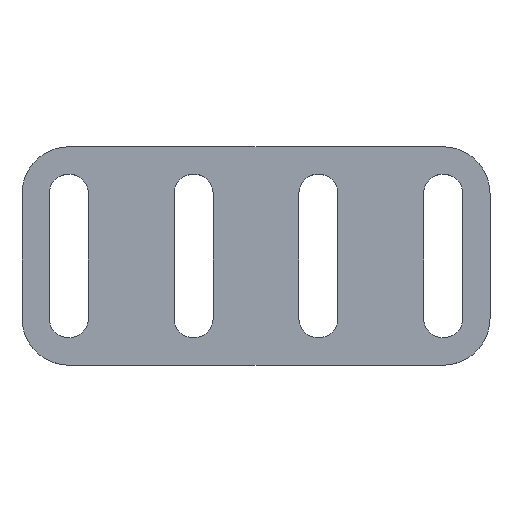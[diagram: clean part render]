
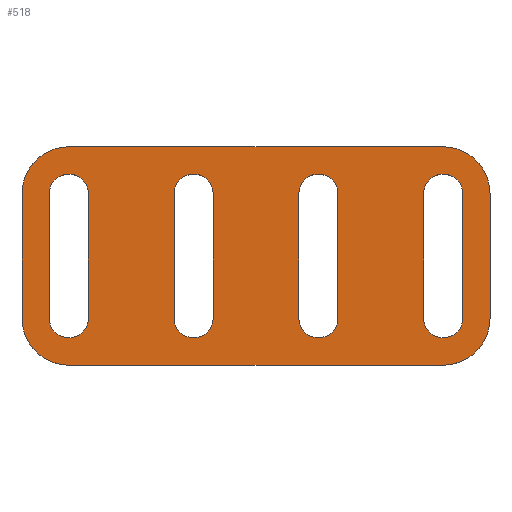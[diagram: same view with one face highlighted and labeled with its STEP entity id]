
A CAD part, top view. The second image highlights one B-rep face of the part: STEP entity #518.
In plain terms, the highlighted planar face has unit normal (0, 0, 1).
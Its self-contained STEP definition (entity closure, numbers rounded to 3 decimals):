
#19=FACE_BOUND('',#93,.T.);
#20=FACE_BOUND('',#94,.T.);
#21=FACE_BOUND('',#95,.T.);
#22=FACE_BOUND('',#96,.T.);
#36=PLANE('',#582);
#62=FACE_OUTER_BOUND('',#92,.T.);
#92=EDGE_LOOP('',(#457,#458,#459,#460,#461,#462,#463,#464));
#93=EDGE_LOOP('',(#465,#466,#467,#468));
#94=EDGE_LOOP('',(#469,#470,#471,#472));
#95=EDGE_LOOP('',(#473,#474,#475,#476));
#96=EDGE_LOOP('',(#477,#478,#479,#480));
#101=LINE('',#748,#149);
#115=LINE('',#800,#163);
#118=LINE('',#808,#166);
#122=LINE('',#821,#170);
#125=LINE('',#828,#173);
#127=LINE('',#833,#175);
#130=LINE('',#841,#178);
#133=LINE('',#849,#181);
#136=LINE('',#857,#184);
#139=LINE('',#865,#187);
#142=LINE('',#873,#190);
#144=LINE('',#878,#192);
#149=VECTOR('',#597,10.);
#163=VECTOR('',#641,10.);
#166=VECTOR('',#650,10.);
#170=VECTOR('',#664,10.);
#173=VECTOR('',#673,10.);
#175=VECTOR('',#677,10.);
#178=VECTOR('',#686,10.);
#181=VECTOR('',#695,10.);
#184=VECTOR('',#704,10.);
#187=VECTOR('',#713,10.);
#190=VECTOR('',#722,10.);
#192=VECTOR('',#730,10.);
#193=CIRCLE('',#534,3.);
#206=CIRCLE('',#550,3.);
#207=CIRCLE('',#553,3.);
#208=CIRCLE('',#556,3.);
#209=CIRCLE('',#558,1.25);
#210=CIRCLE('',#561,1.25);
#211=CIRCLE('',#565,1.25);
#212=CIRCLE('',#568,1.25);
#213=CIRCLE('',#571,1.25);
#214=CIRCLE('',#574,1.25);
#215=CIRCLE('',#577,1.25);
#216=CIRCLE('',#580,1.25);
#217=VERTEX_POINT('',#735);
#218=VERTEX_POINT('',#736);
#222=VERTEX_POINT('',#746);
#244=VERTEX_POINT('',#794);
#245=VERTEX_POINT('',#798);
#246=VERTEX_POINT('',#802);
#247=VERTEX_POINT('',#806);
#248=VERTEX_POINT('',#810);
#249=VERTEX_POINT('',#814);
#250=VERTEX_POINT('',#816);
#251=VERTEX_POINT('',#820);
#252=VERTEX_POINT('',#824);
#253=VERTEX_POINT('',#830);
#254=VERTEX_POINT('',#832);
#255=VERTEX_POINT('',#836);
#256=VERTEX_POINT('',#840);
#257=VERTEX_POINT('',#846);
#258=VERTEX_POINT('',#848);
#259=VERTEX_POINT('',#852);
#260=VERTEX_POINT('',#856);
#261=VERTEX_POINT('',#862);
#262=VERTEX_POINT('',#864);
#263=VERTEX_POINT('',#868);
#264=VERTEX_POINT('',#872);
#265=EDGE_CURVE('',#217,#218,#193,.T.);
#271=EDGE_CURVE('',#217,#222,#101,.T.);
#294=EDGE_CURVE('',#244,#222,#206,.T.);
#297=EDGE_CURVE('',#244,#245,#115,.T.);
#298=EDGE_CURVE('',#246,#245,#207,.T.);
#301=EDGE_CURVE('',#246,#247,#118,.T.);
#302=EDGE_CURVE('',#248,#247,#208,.T.);
#305=EDGE_CURVE('',#250,#249,#209,.T.);
#307=EDGE_CURVE('',#251,#250,#122,.T.);
#309=EDGE_CURVE('',#252,#251,#210,.T.);
#311=EDGE_CURVE('',#249,#252,#125,.T.);
#313=EDGE_CURVE('',#254,#253,#127,.T.);
#315=EDGE_CURVE('',#255,#254,#211,.T.);
#317=EDGE_CURVE('',#256,#255,#130,.T.);
#319=EDGE_CURVE('',#253,#256,#212,.T.);
#321=EDGE_CURVE('',#258,#257,#133,.T.);
#323=EDGE_CURVE('',#259,#258,#213,.T.);
#325=EDGE_CURVE('',#260,#259,#136,.T.);
#327=EDGE_CURVE('',#257,#260,#214,.T.);
#329=EDGE_CURVE('',#262,#261,#139,.T.);
#331=EDGE_CURVE('',#263,#262,#215,.T.);
#333=EDGE_CURVE('',#264,#263,#142,.T.);
#335=EDGE_CURVE('',#261,#264,#216,.T.);
#336=EDGE_CURVE('',#248,#218,#144,.T.);
#457=ORIENTED_EDGE('',*,*,#265,.F.);
#458=ORIENTED_EDGE('',*,*,#271,.T.);
#459=ORIENTED_EDGE('',*,*,#294,.F.);
#460=ORIENTED_EDGE('',*,*,#297,.T.);
#461=ORIENTED_EDGE('',*,*,#298,.F.);
#462=ORIENTED_EDGE('',*,*,#301,.T.);
#463=ORIENTED_EDGE('',*,*,#302,.F.);
#464=ORIENTED_EDGE('',*,*,#336,.T.);
#465=ORIENTED_EDGE('',*,*,#335,.T.);
#466=ORIENTED_EDGE('',*,*,#333,.T.);
#467=ORIENTED_EDGE('',*,*,#331,.T.);
#468=ORIENTED_EDGE('',*,*,#329,.T.);
#469=ORIENTED_EDGE('',*,*,#327,.T.);
#470=ORIENTED_EDGE('',*,*,#325,.T.);
#471=ORIENTED_EDGE('',*,*,#323,.T.);
#472=ORIENTED_EDGE('',*,*,#321,.T.);
#473=ORIENTED_EDGE('',*,*,#319,.T.);
#474=ORIENTED_EDGE('',*,*,#317,.T.);
#475=ORIENTED_EDGE('',*,*,#315,.T.);
#476=ORIENTED_EDGE('',*,*,#313,.T.);
#477=ORIENTED_EDGE('',*,*,#311,.T.);
#478=ORIENTED_EDGE('',*,*,#309,.T.);
#479=ORIENTED_EDGE('',*,*,#307,.T.);
#480=ORIENTED_EDGE('',*,*,#305,.T.);
#518=ADVANCED_FACE('',(#62,#19,#20,#21,#22),#36,.T.);
#534=AXIS2_PLACEMENT_3D('',#737,#587,#588);
#550=AXIS2_PLACEMENT_3D('',#795,#635,#636);
#553=AXIS2_PLACEMENT_3D('',#803,#644,#645);
#556=AXIS2_PLACEMENT_3D('',#811,#653,#654);
#558=AXIS2_PLACEMENT_3D('',#817,#659,#660);
#561=AXIS2_PLACEMENT_3D('',#825,#668,#669);
#565=AXIS2_PLACEMENT_3D('',#837,#681,#682);
#568=AXIS2_PLACEMENT_3D('',#844,#690,#691);
#571=AXIS2_PLACEMENT_3D('',#853,#699,#700);
#574=AXIS2_PLACEMENT_3D('',#860,#708,#709);
#577=AXIS2_PLACEMENT_3D('',#869,#717,#718);
#580=AXIS2_PLACEMENT_3D('',#876,#726,#727);
#582=AXIS2_PLACEMENT_3D('',#879,#731,#732);
#587=DIRECTION('center_axis',(0.,0.,-1.));
#588=DIRECTION('ref_axis',(0.707,0.707,0.));
#597=DIRECTION('',(-1.,0.,0.));
#635=DIRECTION('center_axis',(0.,0.,-1.));
#636=DIRECTION('ref_axis',(-0.707,0.707,0.));
#641=DIRECTION('',(0.,-1.,0.));
#644=DIRECTION('center_axis',(0.,0.,-1.));
#645=DIRECTION('ref_axis',(-0.707,-0.707,0.));
#650=DIRECTION('',(1.,0.,0.));
#653=DIRECTION('center_axis',(0.,0.,-1.));
#654=DIRECTION('ref_axis',(0.707,-0.707,0.));
#659=DIRECTION('center_axis',(0.,0.,-1.));
#660=DIRECTION('ref_axis',(1.,0.,0.));
#664=DIRECTION('',(0.,1.,0.));
#668=DIRECTION('center_axis',(0.,0.,-1.));
#669=DIRECTION('ref_axis',(-1.,0.,0.));
#673=DIRECTION('',(0.,-1.,0.));
#677=DIRECTION('',(0.,1.,0.));
#681=DIRECTION('center_axis',(0.,0.,-1.));
#682=DIRECTION('ref_axis',(-1.,0.,0.));
#686=DIRECTION('',(0.,-1.,0.));
#690=DIRECTION('center_axis',(0.,0.,-1.));
#691=DIRECTION('ref_axis',(1.,0.,0.));
#695=DIRECTION('',(0.,1.,0.));
#699=DIRECTION('center_axis',(0.,0.,-1.));
#700=DIRECTION('ref_axis',(-1.,0.,0.));
#704=DIRECTION('',(0.,-1.,0.));
#708=DIRECTION('center_axis',(0.,0.,-1.));
#709=DIRECTION('ref_axis',(1.,0.,0.));
#713=DIRECTION('',(0.,-1.,0.));
#717=DIRECTION('center_axis',(0.,0.,-1.));
#718=DIRECTION('ref_axis',(1.,0.,0.));
#722=DIRECTION('',(0.,1.,0.));
#726=DIRECTION('center_axis',(0.,0.,-1.));
#727=DIRECTION('ref_axis',(-1.,0.,0.));
#730=DIRECTION('',(0.,1.,0.));
#731=DIRECTION('center_axis',(0.,0.,1.));
#732=DIRECTION('ref_axis',(1.,0.,0.));
#735=CARTESIAN_POINT('',(16.,7.,1.6));
#736=CARTESIAN_POINT('',(19.,4.,1.6));
#737=CARTESIAN_POINT('Origin',(16.,4.,1.6));
#746=CARTESIAN_POINT('',(-8.,7.,1.6));
#748=CARTESIAN_POINT('',(-11.,7.,1.6));
#794=CARTESIAN_POINT('',(-11.,4.,1.6));
#795=CARTESIAN_POINT('Origin',(-8.,4.,1.6));
#798=CARTESIAN_POINT('',(-11.,-4.,1.6));
#800=CARTESIAN_POINT('',(-11.,-7.,1.6));
#802=CARTESIAN_POINT('',(-8.,-7.,1.6));
#803=CARTESIAN_POINT('Origin',(-8.,-4.,1.6));
#806=CARTESIAN_POINT('',(16.,-7.,1.6));
#808=CARTESIAN_POINT('',(19.,-7.,1.6));
#810=CARTESIAN_POINT('',(19.,-4.,1.6));
#811=CARTESIAN_POINT('Origin',(16.,-4.,1.6));
#814=CARTESIAN_POINT('',(9.25,4.,1.6));
#816=CARTESIAN_POINT('',(6.75,4.,1.6));
#817=CARTESIAN_POINT('Origin',(8.,4.,1.6));
#820=CARTESIAN_POINT('',(6.75,-4.,1.6));
#821=CARTESIAN_POINT('',(6.75,4.,1.6));
#824=CARTESIAN_POINT('',(9.25,-4.,1.6));
#825=CARTESIAN_POINT('Origin',(8.,-4.,1.6));
#828=CARTESIAN_POINT('',(9.25,-4.,1.6));
#830=CARTESIAN_POINT('',(14.75,4.,1.6));
#832=CARTESIAN_POINT('',(14.75,-4.,1.6));
#833=CARTESIAN_POINT('',(14.75,4.,1.6));
#836=CARTESIAN_POINT('',(17.25,-4.,1.6));
#837=CARTESIAN_POINT('Origin',(16.,-4.,1.6));
#840=CARTESIAN_POINT('',(17.25,4.,1.6));
#841=CARTESIAN_POINT('',(17.25,-4.,1.6));
#844=CARTESIAN_POINT('Origin',(16.,4.,1.6));
#846=CARTESIAN_POINT('',(-9.25,4.,1.6));
#848=CARTESIAN_POINT('',(-9.25,-4.,1.6));
#849=CARTESIAN_POINT('',(-9.25,4.,1.6));
#852=CARTESIAN_POINT('',(-6.75,-4.,1.6));
#853=CARTESIAN_POINT('Origin',(-8.,-4.,1.6));
#856=CARTESIAN_POINT('',(-6.75,4.,1.6));
#857=CARTESIAN_POINT('',(-6.75,-4.,1.6));
#860=CARTESIAN_POINT('Origin',(-8.,4.,1.6));
#862=CARTESIAN_POINT('',(1.25,-4.,1.6));
#864=CARTESIAN_POINT('',(1.25,4.,1.6));
#865=CARTESIAN_POINT('',(1.25,-4.,1.6));
#868=CARTESIAN_POINT('',(-1.25,4.,1.6));
#869=CARTESIAN_POINT('Origin',(0.,4.,1.6));
#872=CARTESIAN_POINT('',(-1.25,-4.,1.6));
#873=CARTESIAN_POINT('',(-1.25,4.,1.6));
#876=CARTESIAN_POINT('Origin',(0.,-4.,1.6));
#878=CARTESIAN_POINT('',(19.,7.,1.6));
#879=CARTESIAN_POINT('Origin',(4.,0.,1.6));
